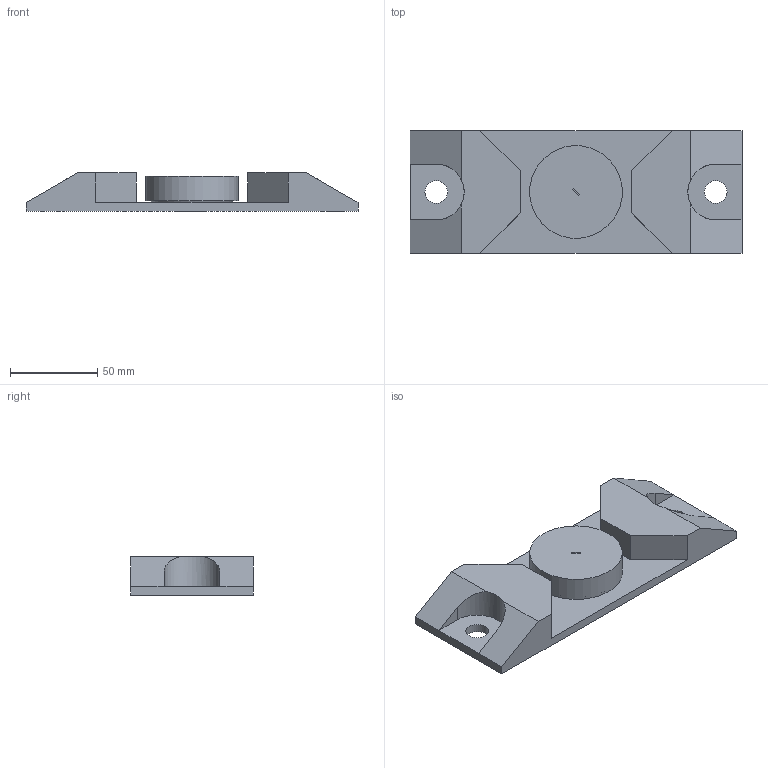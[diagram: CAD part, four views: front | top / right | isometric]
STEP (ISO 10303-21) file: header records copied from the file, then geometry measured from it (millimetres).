
FILE_DESCRIPTION(('STEP AP203'), '1');
FILE_NAME('ÐË156.01.00.000 Îãðàíè÷èòåëü ðîëèêîâûé 60 (ÎÁ)', '2015-09-30T07:03:38', (''), (''), 'ASCON STEP Converter 1.3', 'ASCON Math Kernel', '');
FILE_SCHEMA(('CONFIG_CONTROL_DESIGN'));
Length unit declared in the file: millimetre
Products named in the file (1): 倓156.01.00.0004
Bounding box: 190 x 70 x 22 mm (x, y, z)
Volume: 171499.1 mm3; surface area: 50972.6 mm2
Topology: 1 solids, 6 shells, 102 faces, 205 edges, 132 vertices
Faces by surface type: plane 53, cylinder 33, torus 12, cone 4
Full cylindrical faces by diameter (mm): 6 x2, 7 x1, 10 x2, 12 x1, 13 x2, 13.2 x2, 14 x1, 14.32 x2, 21.68 x2, 22 x1, 22.8 x2, 26 x2, 29 x1, 30 x2, 32 x1, 47 x2, 48 x1, 51.8 x1, 53 x1
Entity records: 2474 total; most frequent: DIRECTION 446, CARTESIAN_POINT 403, ORIENTED_EDGE 316, AXIS2_PLACEMENT_3D 189, EDGE_LOOP 176, EDGE_CURVE 158, VERTEX_POINT 130, ADVANCED_FACE 102
